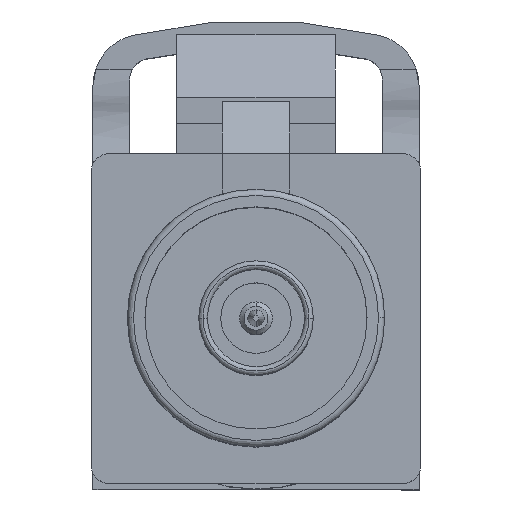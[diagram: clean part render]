
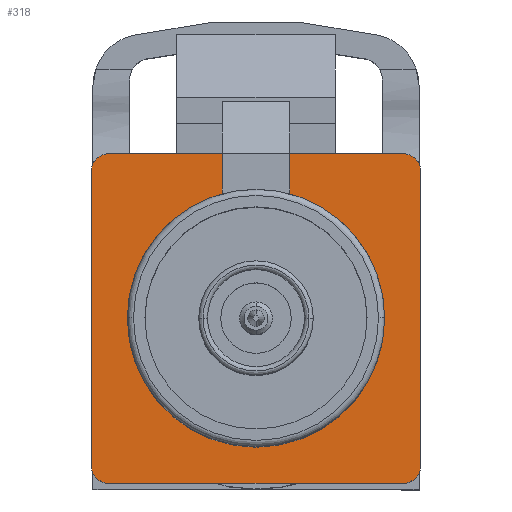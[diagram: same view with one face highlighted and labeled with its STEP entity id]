
A CAD part, top view. The second image highlights one B-rep face of the part: STEP entity #318.
In plain terms, the highlighted face is planar.
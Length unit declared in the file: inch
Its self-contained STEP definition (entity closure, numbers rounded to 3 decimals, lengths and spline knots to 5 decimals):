
#44 = VERTEX_POINT ( 'NONE', #2934 ) ;
#46 = CIRCLE ( 'NONE', #5674, 0.146 ) ;
#138 = VECTOR ( 'NONE', #326, 39.37008 ) ;
#145 = CARTESIAN_POINT ( 'NONE',  ( -0.18701, 0.16701, -0.084 ) ) ;
#204 = CARTESIAN_POINT ( 'NONE',  ( 0.18701, -0.16701, -0.084 ) ) ;
#280 = ORIENTED_EDGE ( 'NONE', *, *, #1956, .T. ) ;
#311 = DIRECTION ( 'NONE',  ( 0., -1., 0. ) ) ;
#318 = ADVANCED_FACE ( 'NONE', ( #5112 ), #6999, .T. ) ;
#326 = DIRECTION ( 'NONE',  ( 1., 0., 0. ) ) ;
#327 = DIRECTION ( 'NONE',  ( -1., 0., 0. ) ) ;
#358 = EDGE_CURVE ( 'NONE', #5954, #2201, #5368, .T. ) ;
#375 = ORIENTED_EDGE ( 'NONE', *, *, #3040, .F. ) ;
#387 = CARTESIAN_POINT ( 'NONE',  ( -0.16701, 0.18701, -0.084 ) ) ;
#431 = VECTOR ( 'NONE', #327, 39.37008 ) ;
#461 = CARTESIAN_POINT ( 'NONE',  ( 0.16701, 0.16701, -0.084 ) ) ;
#571 = VERTEX_POINT ( 'NONE', #1824 ) ;
#651 = CARTESIAN_POINT ( 'NONE',  ( -0.16701, -0.18701, -0.084 ) ) ;
#759 = AXIS2_PLACEMENT_3D ( 'NONE', #4919, #1585, #3848 ) ;
#773 = DIRECTION ( 'NONE',  ( 0., 0., -1. ) ) ;
#785 = EDGE_CURVE ( 'NONE', #5662, #5945, #1504, .T. ) ;
#808 = EDGE_CURVE ( 'NONE', #4967, #6966, #4593, .T. ) ;
#867 = CIRCLE ( 'NONE', #759, 0.02 ) ;
#949 = DIRECTION ( 'NONE',  ( 0., 0., -1. ) ) ;
#1001 = DIRECTION ( 'NONE',  ( -1., 0., 0. ) ) ;
#1016 = VERTEX_POINT ( 'NONE', #3936 ) ;
#1031 = LINE ( 'NONE', #6176, #5928 ) ;
#1059 = CIRCLE ( 'NONE', #4664, 0.146 ) ;
#1111 = ORIENTED_EDGE ( 'NONE', *, *, #358, .F. ) ;
#1158 = VERTEX_POINT ( 'NONE', #5712 ) ;
#1178 = EDGE_CURVE ( 'NONE', #6217, #5521, #2180, .T. ) ;
#1241 = VERTEX_POINT ( 'NONE', #3596 ) ;
#1252 = VECTOR ( 'NONE', #2593, 39.37008 ) ;
#1504 = LINE ( 'NONE', #6884, #1252 ) ;
#1585 = DIRECTION ( 'NONE',  ( 0., 0., -1. ) ) ;
#1673 = EDGE_CURVE ( 'NONE', #2201, #44, #46, .T. ) ;
#1817 = CIRCLE ( 'NONE', #6862, 0.02 ) ;
#1824 = CARTESIAN_POINT ( 'NONE',  ( 0.16701, 0.18701, -0.084 ) ) ;
#1868 = ORIENTED_EDGE ( 'NONE', *, *, #4747, .F. ) ;
#1919 = CIRCLE ( 'NONE', #2047, 0.02 ) ;
#1956 = EDGE_CURVE ( 'NONE', #571, #5945, #2093, .T. ) ;
#1972 = CARTESIAN_POINT ( 'NONE',  ( 0., 0., -0.084 ) ) ;
#2044 = ORIENTED_EDGE ( 'NONE', *, *, #4116, .F. ) ;
#2047 = AXIS2_PLACEMENT_3D ( 'NONE', #6959, #4825, #6428 ) ;
#2071 = DIRECTION ( 'NONE',  ( 0., 0., -1. ) ) ;
#2077 = ORIENTED_EDGE ( 'NONE', *, *, #808, .F. ) ;
#2093 = CIRCLE ( 'NONE', #2211, 0.02 ) ;
#2180 = LINE ( 'NONE', #4620, #138 ) ;
#2201 = VERTEX_POINT ( 'NONE', #3920 ) ;
#2211 = AXIS2_PLACEMENT_3D ( 'NONE', #461, #3225, #6430 ) ;
#2488 = CARTESIAN_POINT ( 'NONE',  ( -0.18701, -0.18701, -0.084 ) ) ;
#2593 = DIRECTION ( 'NONE',  ( 0., 1., 0. ) ) ;
#2594 = CARTESIAN_POINT ( 'NONE',  ( 0.18701, 0.16701, -0.084 ) ) ;
#2602 = CARTESIAN_POINT ( 'NONE',  ( 0.16701, -0.16701, -0.084 ) ) ;
#2633 = CARTESIAN_POINT ( 'NONE',  ( -0.18701, -0.16701, -0.084 ) ) ;
#2701 = ORIENTED_EDGE ( 'NONE', *, *, #785, .F. ) ;
#2710 = VECTOR ( 'NONE', #4162, 39.37008 ) ;
#2913 = VECTOR ( 'NONE', #311, 39.37008 ) ;
#2934 = CARTESIAN_POINT ( 'NONE',  ( -0.146, 0., -0.084 ) ) ;
#2942 = EDGE_CURVE ( 'NONE', #5662, #5521, #1817, .T. ) ;
#3037 = CARTESIAN_POINT ( 'NONE',  ( -0.0385, 0.1251, -0.084 ) ) ;
#3040 = EDGE_CURVE ( 'NONE', #44, #1241, #1059, .T. ) ;
#3109 = DIRECTION ( 'NONE',  ( 0., 0., -1. ) ) ;
#3225 = DIRECTION ( 'NONE',  ( 0., 0., -1. ) ) ;
#3466 = DIRECTION ( 'NONE',  ( -1., 0., 0. ) ) ;
#3470 = ORIENTED_EDGE ( 'NONE', *, *, #5893, .T. ) ;
#3543 = CARTESIAN_POINT ( 'NONE',  ( -0.18701, 0.18701, -0.084 ) ) ;
#3596 = CARTESIAN_POINT ( 'NONE',  ( -0.0385, 0.14083, -0.084 ) ) ;
#3629 = ORIENTED_EDGE ( 'NONE', *, *, #2942, .T. ) ;
#3665 = DIRECTION ( 'NONE',  ( -1., 0., 0. ) ) ;
#3848 = DIRECTION ( 'NONE',  ( -1., 0., 0. ) ) ;
#3898 = DIRECTION ( 'NONE',  ( 0., 0., -1. ) ) ;
#3920 = CARTESIAN_POINT ( 'NONE',  ( 0.146, 0., -0.084 ) ) ;
#3936 = CARTESIAN_POINT ( 'NONE',  ( -0.0385, 0.18701, -0.084 ) ) ;
#3951 = LINE ( 'NONE', #3543, #5246 ) ;
#4116 = EDGE_CURVE ( 'NONE', #571, #1158, #3951, .T. ) ;
#4140 = ORIENTED_EDGE ( 'NONE', *, *, #4333, .T. ) ;
#4162 = DIRECTION ( 'NONE',  ( 0., -1., 0. ) ) ;
#4201 = ORIENTED_EDGE ( 'NONE', *, *, #5029, .F. ) ;
#4282 = CARTESIAN_POINT ( 'NONE',  ( 0., 0., -0.084 ) ) ;
#4333 = EDGE_CURVE ( 'NONE', #6217, #6966, #867, .T. ) ;
#4573 = ORIENTED_EDGE ( 'NONE', *, *, #1178, .F. ) ;
#4593 = LINE ( 'NONE', #2488, #2710 ) ;
#4610 = CARTESIAN_POINT ( 'NONE',  ( 0., 0., -0.084 ) ) ;
#4620 = CARTESIAN_POINT ( 'NONE',  ( -0.18701, -0.18701, -0.084 ) ) ;
#4664 = AXIS2_PLACEMENT_3D ( 'NONE', #1972, #3109, #5832 ) ;
#4711 = AXIS2_PLACEMENT_3D ( 'NONE', #4282, #2071, #1001 ) ;
#4747 = EDGE_CURVE ( 'NONE', #1016, #5836, #6952, .T. ) ;
#4770 = EDGE_CURVE ( 'NONE', #1016, #1241, #6352, .T. ) ;
#4795 = CARTESIAN_POINT ( 'NONE',  ( 0.0385, 0.14083, -0.084 ) ) ;
#4825 = DIRECTION ( 'NONE',  ( 0., 0., -1. ) ) ;
#4907 = ORIENTED_EDGE ( 'NONE', *, *, #4770, .T. ) ;
#4919 = CARTESIAN_POINT ( 'NONE',  ( -0.16701, -0.16701, -0.084 ) ) ;
#4927 = DIRECTION ( 'NONE',  ( -1., 0., 0. ) ) ;
#4928 = CARTESIAN_POINT ( 'NONE',  ( 0.16701, -0.18701, -0.084 ) ) ;
#4967 = VERTEX_POINT ( 'NONE', #145 ) ;
#5029 = EDGE_CURVE ( 'NONE', #1158, #5954, #1031, .T. ) ;
#5112 = FACE_OUTER_BOUND ( 'NONE', #6189, .T. ) ;
#5137 = DIRECTION ( 'NONE',  ( -1., 0., 0. ) ) ;
#5246 = VECTOR ( 'NONE', #3466, 39.37008 ) ;
#5368 = CIRCLE ( 'NONE', #5964, 0.146 ) ;
#5468 = CARTESIAN_POINT ( 'NONE',  ( 0., 0., -0.084 ) ) ;
#5521 = VERTEX_POINT ( 'NONE', #4928 ) ;
#5662 = VERTEX_POINT ( 'NONE', #204 ) ;
#5674 = AXIS2_PLACEMENT_3D ( 'NONE', #4610, #773, #5137 ) ;
#5712 = CARTESIAN_POINT ( 'NONE',  ( 0.0385, 0.18701, -0.084 ) ) ;
#5745 = ORIENTED_EDGE ( 'NONE', *, *, #1673, .F. ) ;
#5832 = DIRECTION ( 'NONE',  ( -1., 0., 0. ) ) ;
#5836 = VERTEX_POINT ( 'NONE', #387 ) ;
#5893 = EDGE_CURVE ( 'NONE', #4967, #5836, #1919, .T. ) ;
#5928 = VECTOR ( 'NONE', #6199, 39.37008 ) ;
#5945 = VERTEX_POINT ( 'NONE', #2594 ) ;
#5954 = VERTEX_POINT ( 'NONE', #4795 ) ;
#5964 = AXIS2_PLACEMENT_3D ( 'NONE', #5468, #3898, #4927 ) ;
#6176 = CARTESIAN_POINT ( 'NONE',  ( 0.0385, 0.1251, -0.084 ) ) ;
#6189 = EDGE_LOOP ( 'NONE', ( #2044, #280, #2701, #3629, #4573, #4140, #2077, #3470, #1868, #4907, #375, #5745, #1111, #4201 ) ) ;
#6199 = DIRECTION ( 'NONE',  ( 0., -1., 0. ) ) ;
#6217 = VERTEX_POINT ( 'NONE', #651 ) ;
#6329 = CARTESIAN_POINT ( 'NONE',  ( -0.18701, 0.18701, -0.084 ) ) ;
#6352 = LINE ( 'NONE', #3037, #2913 ) ;
#6428 = DIRECTION ( 'NONE',  ( -1., 0., 0. ) ) ;
#6430 = DIRECTION ( 'NONE',  ( -1., 0., 0. ) ) ;
#6862 = AXIS2_PLACEMENT_3D ( 'NONE', #2602, #949, #3665 ) ;
#6884 = CARTESIAN_POINT ( 'NONE',  ( 0.18701, -0.18701, -0.084 ) ) ;
#6952 = LINE ( 'NONE', #6329, #431 ) ;
#6959 = CARTESIAN_POINT ( 'NONE',  ( -0.16701, 0.16701, -0.084 ) ) ;
#6966 = VERTEX_POINT ( 'NONE', #2633 ) ;
#6999 = PLANE ( 'NONE',  #4711 ) ;
